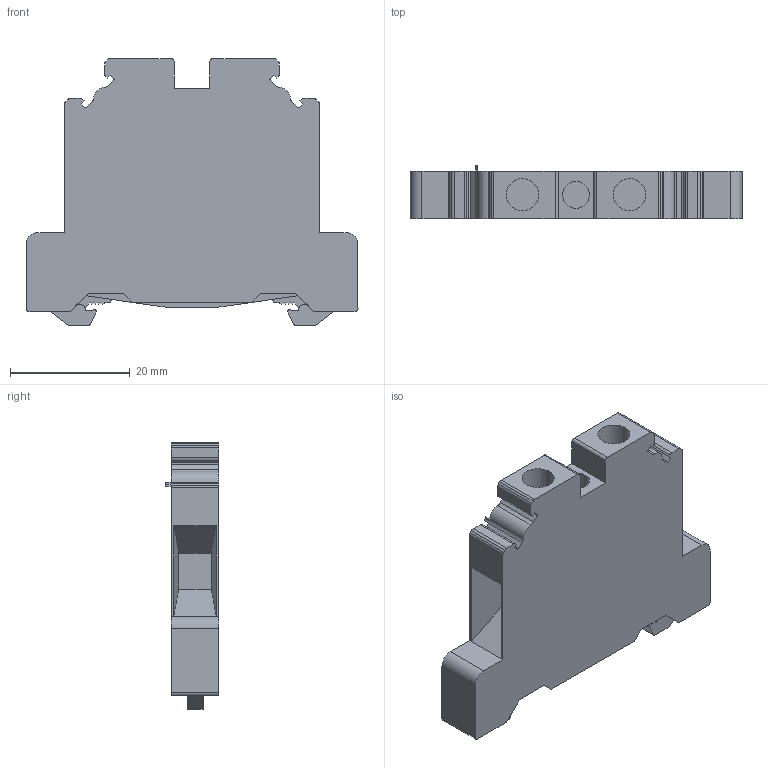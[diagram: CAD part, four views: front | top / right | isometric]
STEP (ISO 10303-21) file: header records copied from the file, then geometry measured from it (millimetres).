
FILE_DESCRIPTION( ( 'Unknown' ), '1' );
FILE_NAME( 'CGT6N.stp', 'Unknown', ( 'Unknown' ), ( 'Unknown' ), 'PSStep 14.0', 'Unknown', ' ' );
FILE_SCHEMA( ( 'AUTOMOTIVE_DESIGN { 1 0 10303 214 1 1 1 1 }' ) );
Length unit declared in the file: millimetre
Products named in the file (1): 1
Bounding box: 55.5 x 8.9 x 44.62 mm (x, y, z)
Volume: 12571.1 mm3; surface area: 6190.3 mm2
Topology: 1 solids, 1 shells, 190 faces, 538 edges, 354 vertices
Faces by surface type: plane 131, cylinder 59
Full cylindrical faces by diameter (mm): 4.5 x1, 5.4 x2
Entity records: 7648 total; most frequent: CARTESIAN_POINT 1078, ORIENTED_EDGE 1068, DIRECTION 1042, EDGE_CURVE 534, LINE 408, VECTOR 408, VERTEX_POINT 353, AXIS2_PLACEMENT_3D 317
